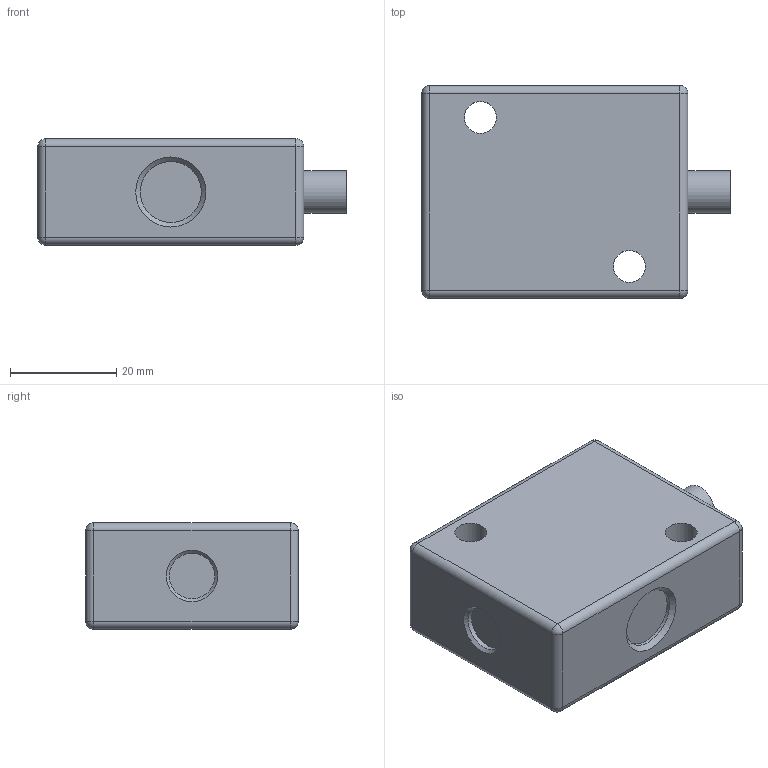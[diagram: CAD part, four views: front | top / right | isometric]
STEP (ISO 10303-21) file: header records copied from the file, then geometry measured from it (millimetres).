
FILE_DESCRIPTION(/* description */ (''),/* implementation_level */ '2;1');
FILE_NAME(/* name */ '3D_evgvt240.stp',/* time_stamp */ '2024-03-18T10:33:37+01:00',/* author */ ('enginyeria3'),/* organization */ (''),/* preprocessor_version */ 'ST-DEVELOPER v20',/* originating_system */ 'Autodesk Inventor 2024',/* authorisation */ '');
FILE_SCHEMA (('AUTOMOTIVE_DESIGN { 1 0 10303 214 3 1 1 }'));
Length unit declared in the file: millimetre
Products named in the file (1): Pieza2
Bounding box: 57.95 x 40 x 20 mm (x, y, z)
Volume: 38540.1 mm3; surface area: 8334.6 mm2
Topology: 1 solids, 1 shells, 42 faces, 81 edges, 46 vertices
Faces by surface type: cylinder 19, plane 11, sphere 8, cone 4
Full cylindrical faces by diameter (mm): 6 x2, 8 x1, 8.566 x1, 11.445 x3
Entity records: 1110 total; most frequent: DIRECTION 213, CARTESIAN_POINT 170, ORIENTED_EDGE 162, AXIS2_PLACEMENT_3D 89, EDGE_CURVE 81, EDGE_LOOP 51, CIRCLE 46, VERTEX_POINT 46
